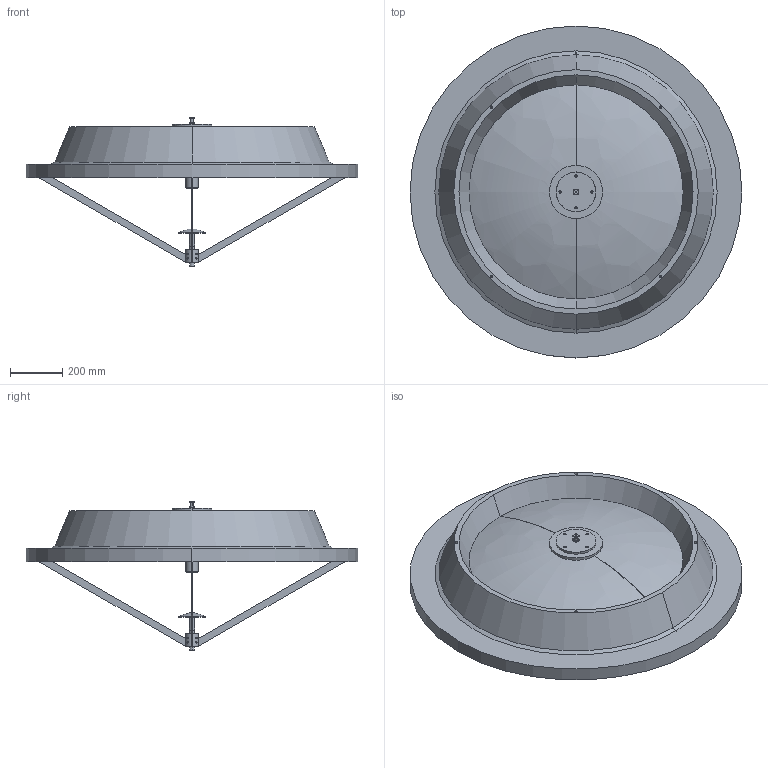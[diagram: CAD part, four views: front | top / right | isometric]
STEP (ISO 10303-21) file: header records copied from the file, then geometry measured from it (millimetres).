
FILE_DESCRIPTION (( 'STEP AP203' ), '1' );
FILE_NAME ('SAY-3334035006-250-S1.STEP', '2019-06-20T18:49:37', ( '' ), ( '' ), 'SwSTEP 2.0', 'SolidWorks 2016', '' );
FILE_SCHEMA (( 'CONFIG_CONTROL_DESIGN' ));
Products named in the file (1): SAY-3334035006-250-S1
Bounding box: 1268.73 x 1268.73 x 568.39 mm (x, y, z)
Volume: 32894265.9 mm3; surface area: 3588427.5 mm2
Topology: 30 solids, 30 shells, 1960 faces, 4593 edges, 2698 vertices
Faces by surface type: cylinder 945, cone 620, plane 365, bspline 30
Entity records: 77890 total; most frequent: CARTESIAN_POINT 37254, ORIENTED_EDGE 9070, DIRECTION 7750, EDGE_CURVE 4535, AXIS2_PLACEMENT_3D 2935, VERTEX_POINT 2698, EDGE_LOOP 2083, ADVANCED_FACE 1960
